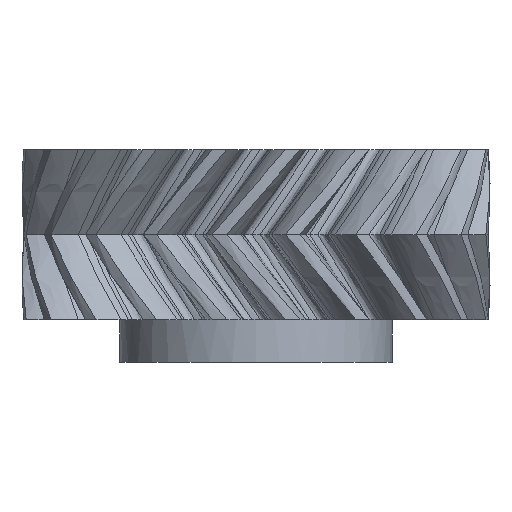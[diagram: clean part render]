
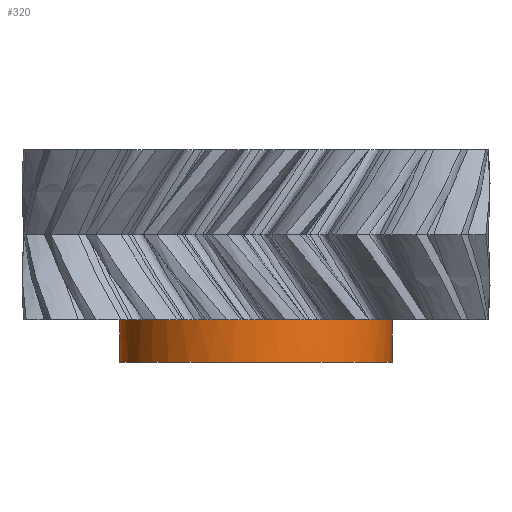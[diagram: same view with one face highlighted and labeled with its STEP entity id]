
A CAD part, front view. The second image highlights one B-rep face of the part: STEP entity #320.
In plain terms, the highlighted cylindrical face has radius 8 mm (diameter 16 mm), a full revolution.
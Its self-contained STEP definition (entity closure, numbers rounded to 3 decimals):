
#33 = PLANE('',#34);
#34 = AXIS2_PLACEMENT_3D('',#35,#36,#37);
#35 = CARTESIAN_POINT('',(0.,-50.,35.7));
#36 = DIRECTION('',(0.,0.,1.));
#37 = DIRECTION('',(1.,0.,0.));
#114 = EDGE_CURVE('',#115,#115,#117,.T.);
#115 = VERTEX_POINT('',#116);
#116 = CARTESIAN_POINT('',(8.,-50.,35.7));
#117 = SURFACE_CURVE('',#118,(#123,#130),.PCURVE_S1.);
#118 = CIRCLE('',#119,8.);
#119 = AXIS2_PLACEMENT_3D('',#120,#121,#122);
#120 = CARTESIAN_POINT('',(0.,-50.,35.7));
#121 = DIRECTION('',(0.,0.,1.));
#122 = DIRECTION('',(1.,0.,0.));
#123 = PCURVE('',#33,#124);
#124 = DEFINITIONAL_REPRESENTATION('',(#125),#129);
#125 = CIRCLE('',#126,8.);
#126 = AXIS2_PLACEMENT_2D('',#127,#128);
#127 = CARTESIAN_POINT('',(0.,0.));
#128 = DIRECTION('',(1.,0.));
#129 = ( GEOMETRIC_REPRESENTATION_CONTEXT(2) 
PARAMETRIC_REPRESENTATION_CONTEXT() REPRESENTATION_CONTEXT('2D SPACE',''
  ) );
#130 = PCURVE('',#131,#136);
#131 = CYLINDRICAL_SURFACE('',#132,8.);
#132 = AXIS2_PLACEMENT_3D('',#133,#134,#135);
#133 = CARTESIAN_POINT('',(0.,-50.,35.7));
#134 = DIRECTION('',(0.,0.,1.));
#135 = DIRECTION('',(1.,0.,0.));
#136 = DEFINITIONAL_REPRESENTATION('',(#137),#141);
#137 = LINE('',#138,#139);
#138 = CARTESIAN_POINT('',(0.,0.));
#139 = VECTOR('',#140,1.);
#140 = DIRECTION('',(1.,0.));
#141 = ( GEOMETRIC_REPRESENTATION_CONTEXT(2) 
PARAMETRIC_REPRESENTATION_CONTEXT() REPRESENTATION_CONTEXT('2D SPACE',''
  ) );
#320 = ADVANCED_FACE('',(#321),#131,.T.);
#321 = FACE_BOUND('',#322,.T.);
#322 = EDGE_LOOP('',(#323,#358,#379,#380));
#323 = ORIENTED_EDGE('',*,*,#324,.T.);
#324 = EDGE_CURVE('',#325,#325,#327,.T.);
#325 = VERTEX_POINT('',#326);
#326 = CARTESIAN_POINT('',(8.,-50.,38.2));
#327 = SURFACE_CURVE('',#328,(#333,#346),.PCURVE_S1.);
#328 = ELLIPSE('',#329,8.,8.);
#329 = AXIS2_PLACEMENT_3D('',#330,#331,#332);
#330 = CARTESIAN_POINT('',(0.,-50.,38.2));
#331 = DIRECTION('',(0.,0.,
    -1.));
#332 = DIRECTION('',(0.891,0.454,0.));
#333 = PCURVE('',#131,#334);
#334 = DEFINITIONAL_REPRESENTATION('',(#335),#345);
#335 = B_SPLINE_CURVE_WITH_KNOTS('',8,(#336,#337,#338,#339,#340,#341,
    #342,#343,#344),.UNSPECIFIED.,.F.,.F.,(9,9),(0.471,
    6.755),.PIECEWISE_BEZIER_KNOTS.);
#336 = CARTESIAN_POINT('',(6.283,2.5));
#337 = CARTESIAN_POINT('',(5.498,2.5));
#338 = CARTESIAN_POINT('',(4.712,2.5));
#339 = CARTESIAN_POINT('',(3.927,2.5));
#340 = CARTESIAN_POINT('',(3.142,2.499));
#341 = CARTESIAN_POINT('',(2.356,2.5));
#342 = CARTESIAN_POINT('',(1.571,2.5));
#343 = CARTESIAN_POINT('',(0.785,2.5));
#344 = CARTESIAN_POINT('',(0.,2.5));
#345 = ( GEOMETRIC_REPRESENTATION_CONTEXT(2) 
PARAMETRIC_REPRESENTATION_CONTEXT() REPRESENTATION_CONTEXT('2D SPACE',''
  ) );
#346 = PCURVE('',#347,#352);
#347 = PLANE('',#348);
#348 = AXIS2_PLACEMENT_3D('',#349,#350,#351);
#349 = CARTESIAN_POINT('',(0.,-50.,
    38.2));
#350 = DIRECTION('',(0.,0.,
    -1.));
#351 = DIRECTION('',(-0.988,-0.156,0.
    ));
#352 = DEFINITIONAL_REPRESENTATION('',(#353),#357);
#353 = ELLIPSE('',#354,8.,8.);
#354 = AXIS2_PLACEMENT_2D('',#355,#356);
#355 = CARTESIAN_POINT('',(0.,0.));
#356 = DIRECTION('',(-0.951,0.309));
#357 = ( GEOMETRIC_REPRESENTATION_CONTEXT(2) 
PARAMETRIC_REPRESENTATION_CONTEXT() REPRESENTATION_CONTEXT('2D SPACE',''
  ) );
#358 = ORIENTED_EDGE('',*,*,#359,.F.);
#359 = EDGE_CURVE('',#115,#325,#360,.T.);
#360 = SEAM_CURVE('',#361,(#365,#372),.PCURVE_S1.);
#361 = LINE('',#362,#363);
#362 = CARTESIAN_POINT('',(8.,-50.,35.7));
#363 = VECTOR('',#364,1.);
#364 = DIRECTION('',(0.,0.,1.));
#365 = PCURVE('',#131,#366);
#366 = DEFINITIONAL_REPRESENTATION('',(#367),#371);
#367 = LINE('',#368,#369);
#368 = CARTESIAN_POINT('',(6.283,-0.));
#369 = VECTOR('',#370,1.);
#370 = DIRECTION('',(0.,1.));
#371 = ( GEOMETRIC_REPRESENTATION_CONTEXT(2) 
PARAMETRIC_REPRESENTATION_CONTEXT() REPRESENTATION_CONTEXT('2D SPACE',''
  ) );
#372 = PCURVE('',#131,#373);
#373 = DEFINITIONAL_REPRESENTATION('',(#374),#378);
#374 = LINE('',#375,#376);
#375 = CARTESIAN_POINT('',(0.,-0.));
#376 = VECTOR('',#377,1.);
#377 = DIRECTION('',(0.,1.));
#378 = ( GEOMETRIC_REPRESENTATION_CONTEXT(2) 
PARAMETRIC_REPRESENTATION_CONTEXT() REPRESENTATION_CONTEXT('2D SPACE',''
  ) );
#379 = ORIENTED_EDGE('',*,*,#114,.T.);
#380 = ORIENTED_EDGE('',*,*,#359,.T.);
